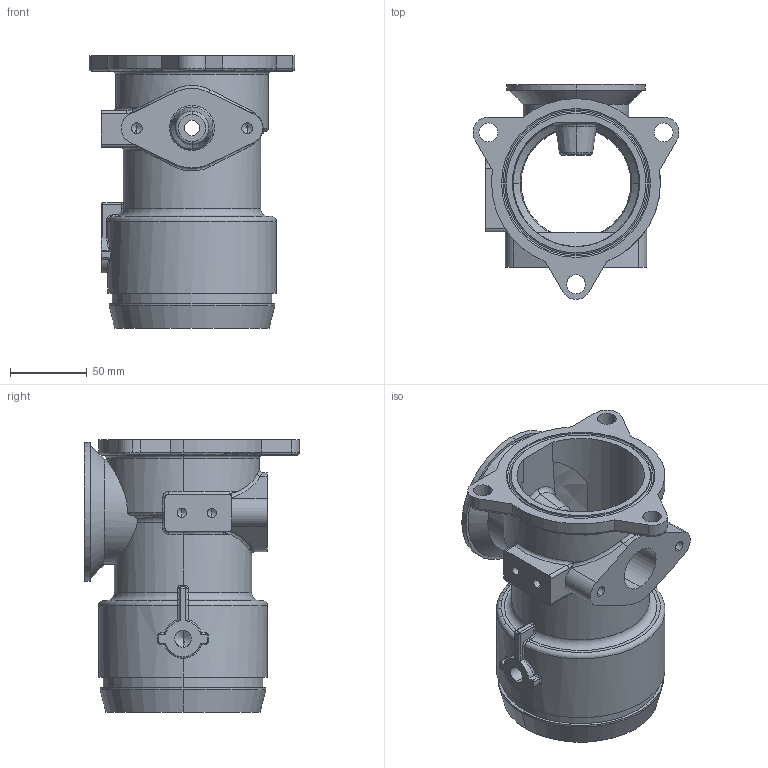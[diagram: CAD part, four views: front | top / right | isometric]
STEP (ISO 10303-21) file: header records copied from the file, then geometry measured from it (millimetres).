
FILE_DESCRIPTION (( 'STEP AP214' ), '1' );
FILE_NAME ('EGR.STEP', '2022-03-07T06:16:43', ( 'Mikes' ), ( '' ), 'SwSTEP 2.0', 'SolidWorks 2020', '' );
FILE_SCHEMA (( 'AUTOMOTIVE_DESIGN' ));
Length unit declared in the file: millimetre
Products named in the file (1): EGR
Bounding box: 134.58 x 140.55 x 178 mm (x, y, z)
Volume: 696581.7 mm3; surface area: 143308.1 mm2
Topology: 1 solids, 1 shells, 242 faces, 609 edges, 367 vertices
Faces by surface type: cylinder 100, plane 45, torus 39, bspline 36, cone 20, sphere 2
Entity records: 10811 total; most frequent: CARTESIAN_POINT 5233, ORIENTED_EDGE 1194, DIRECTION 1139, EDGE_CURVE 597, AXIS2_PLACEMENT_3D 469, VERTEX_POINT 367, EDGE_LOOP 270, CIRCLE 262
